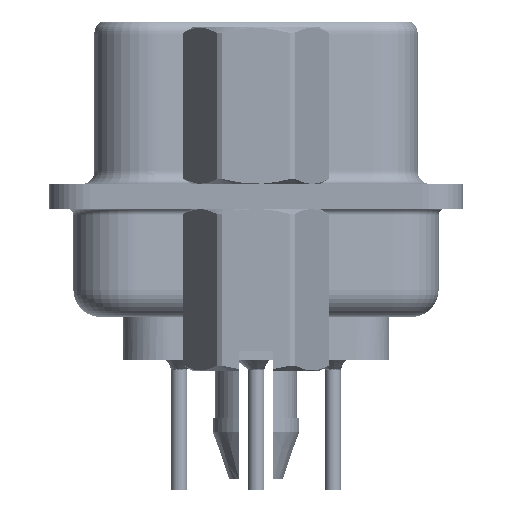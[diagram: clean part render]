
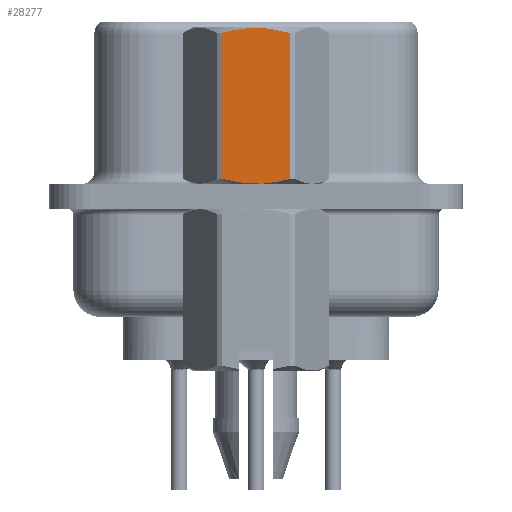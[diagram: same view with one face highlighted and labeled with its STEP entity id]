
A CAD part, left-side view. The second image highlights one B-rep face of the part: STEP entity #28277.
In plain terms, the highlighted planar face has unit normal (-1, 0, 0).
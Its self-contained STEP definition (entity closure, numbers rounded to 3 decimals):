
#765 = ORIENTED_EDGE ( 'NONE', *, *, #21874, .T. ) ;
#1606 = EDGE_CURVE ( 'NONE', #4303, #17037, #31642, .T. ) ;
#1661 = B_SPLINE_CURVE_WITH_KNOTS ( 'NONE', 3,
 ( #8090, #15115, #4936, #28062, #41021, #30837, #1744, #24902, #2377, #33069 ),
 .UNSPECIFIED., .F., .F.,
 ( 4, 2, 2, 2, 4 ),
 ( 0.003, 0.003, 0.004, 0.004, 0.005 ),
 .UNSPECIFIED. ) ;
#1744 = CARTESIAN_POINT ( 'NONE',  ( -2.381, -0.432, 0.485 ) ) ;
#2377 = CARTESIAN_POINT ( 'NONE',  ( -2.381, -1.066, 0.596 ) ) ;
#4303 = VERTEX_POINT ( 'NONE', #38344 ) ;
#4936 = CARTESIAN_POINT ( 'NONE',  ( -2.381, 0.853, 0.549 ) ) ;
#5204 = DIRECTION ( 'NONE',  ( 0., -1., 0. ) ) ;
#7678 = LINE ( 'NONE', #10661, #29109 ) ;
#8090 = CARTESIAN_POINT ( 'NONE',  ( -2.381, 1.273, 0.652 ) ) ;
#8795 = CARTESIAN_POINT ( 'NONE',  ( -2.381, 0.853, 6.151 ) ) ;
#9627 = CARTESIAN_POINT ( 'NONE',  ( -2.381, 1.273, 6.048 ) ) ;
#10661 = CARTESIAN_POINT ( 'NONE',  ( -2.381, 1.273, 3.792 ) ) ;
#11097 = ORIENTED_EDGE ( 'NONE', *, *, #14413, .T. ) ;
#11727 = CARTESIAN_POINT ( 'NONE',  ( -2.381, 1.273, 6.048 ) ) ;
#12185 = CARTESIAN_POINT ( 'NONE',  ( -2.381, 0.428, 6.215 ) ) ;
#12394 = CARTESIAN_POINT ( 'NONE',  ( -2.381, 0.215, 6.232 ) ) ;
#14413 = EDGE_CURVE ( 'NONE', #17037, #29056, #7678, .T. ) ;
#15115 = CARTESIAN_POINT ( 'NONE',  ( -2.381, 1.065, 0.596 ) ) ;
#15387 = CARTESIAN_POINT ( 'NONE',  ( -2.381, -0.432, 6.215 ) ) ;
#15580 = CARTESIAN_POINT ( 'NONE',  ( -2.381, -0.858, 6.15 ) ) ;
#17037 = VERTEX_POINT ( 'NONE', #11727 ) ;
#20202 = EDGE_LOOP ( 'NONE', ( #765, #39341, #29067, #11097 ) ) ;
#20447 = LINE ( 'NONE', #36164, #40123 ) ;
#21874 = EDGE_CURVE ( 'NONE', #29056, #30550, #1661, .T. ) ;
#24902 = CARTESIAN_POINT ( 'NONE',  ( -2.381, -0.858, 0.55 ) ) ;
#25357 = DIRECTION ( 'NONE',  ( -1., 0., 0. ) ) ;
#28062 = CARTESIAN_POINT ( 'NONE',  ( -2.381, 0.428, 0.485 ) ) ;
#28277 = ADVANCED_FACE ( 'NONE', ( #28529 ), #41481, .T. ) ;
#28529 = FACE_OUTER_BOUND ( 'NONE', #20202, .T. ) ;
#28580 = CARTESIAN_POINT ( 'NONE',  ( -2.381, 1.273, 0.652 ) ) ;
#28762 = CARTESIAN_POINT ( 'NONE',  ( -2.381, -0.215, 6.232 ) ) ;
#28969 = CARTESIAN_POINT ( 'NONE',  ( -2.381, 1.065, 6.104 ) ) ;
#29056 = VERTEX_POINT ( 'NONE', #28580 ) ;
#29067 = ORIENTED_EDGE ( 'NONE', *, *, #1606, .T. ) ;
#29109 = VECTOR ( 'NONE', #33380, 1000. ) ;
#30361 = AXIS2_PLACEMENT_3D ( 'NONE', #34278, #25357, #5204 ) ;
#30550 = VERTEX_POINT ( 'NONE', #39640 ) ;
#30837 = CARTESIAN_POINT ( 'NONE',  ( -2.381, -0.215, 0.468 ) ) ;
#31642 = B_SPLINE_CURVE_WITH_KNOTS ( 'NONE', 3,
 ( #32358, #34694, #15580, #15387, #28762, #12394, #12185, #8795, #28969, #9627 ),
 .UNSPECIFIED., .F., .F.,
 ( 4, 2, 2, 2, 4 ),
 ( 0.001, 0.002, 0.002, 0.003, 0.004 ),
 .UNSPECIFIED. ) ;
#32358 = CARTESIAN_POINT ( 'NONE',  ( -2.381, -1.273, 6.048 ) ) ;
#33069 = CARTESIAN_POINT ( 'NONE',  ( -2.381, -1.273, 0.652 ) ) ;
#33380 = DIRECTION ( 'NONE',  ( 0., 0., -1. ) ) ;
#34278 = CARTESIAN_POINT ( 'NONE',  ( -2.381, 1.375, -3.75 ) ) ;
#34694 = CARTESIAN_POINT ( 'NONE',  ( -2.381, -1.066, 6.104 ) ) ;
#36164 = CARTESIAN_POINT ( 'NONE',  ( -2.381, -1.273, 3.792 ) ) ;
#38344 = CARTESIAN_POINT ( 'NONE',  ( -2.381, -1.273, 6.048 ) ) ;
#38928 = EDGE_CURVE ( 'NONE', #30550, #4303, #20447, .T. ) ;
#39341 = ORIENTED_EDGE ( 'NONE', *, *, #38928, .T. ) ;
#39571 = DIRECTION ( 'NONE',  ( 0., 0., 1. ) ) ;
#39640 = CARTESIAN_POINT ( 'NONE',  ( -2.381, -1.273, 0.652 ) ) ;
#40123 = VECTOR ( 'NONE', #39571, 1000. ) ;
#41021 = CARTESIAN_POINT ( 'NONE',  ( -2.381, 0.215, 0.468 ) ) ;
#41481 = PLANE ( 'NONE',  #30361 ) ;
